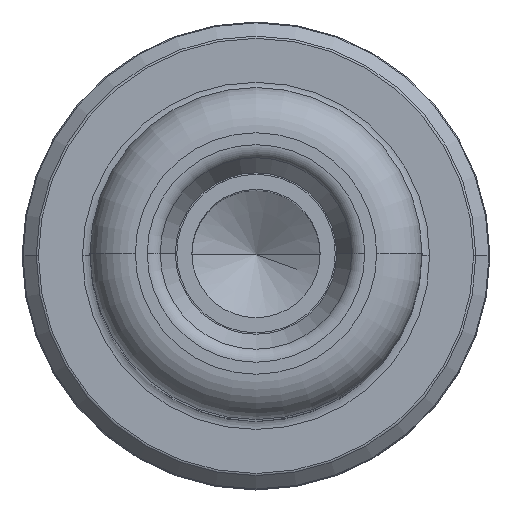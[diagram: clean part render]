
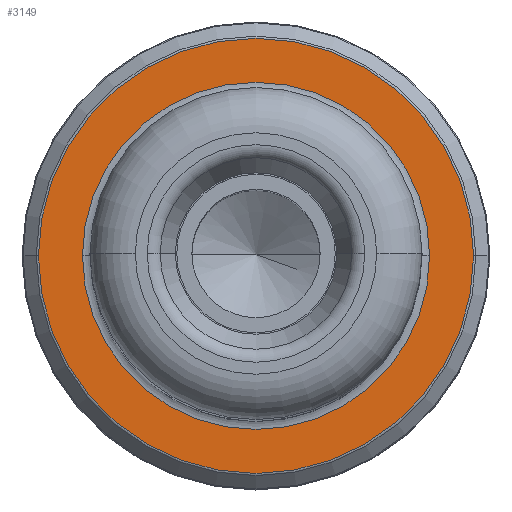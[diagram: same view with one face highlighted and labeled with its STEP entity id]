
A CAD part, top view. The second image highlights one B-rep face of the part: STEP entity #3149.
In plain terms, the highlighted planar face has unit normal (0, 0, 1).
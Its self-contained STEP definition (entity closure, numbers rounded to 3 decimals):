
#45 = EDGE_LOOP ( 'NONE', ( #2920, #123 ) ) ;
#123 = ORIENTED_EDGE ( 'NONE', *, *, #3233, .T. ) ;
#146 = CARTESIAN_POINT ( 'NONE',  ( 0., 0., 24. ) ) ;
#387 = AXIS2_PLACEMENT_3D ( 'NONE', #2237, #3476, #1928 ) ;
#589 = VERTEX_POINT ( 'NONE', #705 ) ;
#679 = CARTESIAN_POINT ( 'NONE',  ( 11.5, 0., 24. ) ) ;
#690 = EDGE_CURVE ( 'NONE', #3620, #589, #1050, .T. ) ;
#705 = CARTESIAN_POINT ( 'NONE',  ( -11.5, 0., 24. ) ) ;
#727 = AXIS2_PLACEMENT_3D ( 'NONE', #146, #3596, #3035 ) ;
#1008 = PLANE ( 'NONE',  #1025 ) ;
#1025 = AXIS2_PLACEMENT_3D ( 'NONE', #2884, #1661, #1357 ) ;
#1050 = CIRCLE ( 'NONE', #727, 11.5 ) ;
#1173 = VERTEX_POINT ( 'NONE', #3488 ) ;
#1220 = DIRECTION ( 'NONE',  ( 0., 0., 1. ) ) ;
#1244 = CIRCLE ( 'NONE', #1959, 14.417 ) ;
#1357 = DIRECTION ( 'NONE',  ( 1., 0., 0. ) ) ;
#1442 = EDGE_LOOP ( 'NONE', ( #2931, #2874 ) ) ;
#1644 = FACE_BOUND ( 'NONE', #1442, .T. ) ;
#1661 = DIRECTION ( 'NONE',  ( 0., 0., 1. ) ) ;
#1676 = CARTESIAN_POINT ( 'NONE',  ( 14.417, 0., 24. ) ) ;
#1800 = CIRCLE ( 'NONE', #387, 11.5 ) ;
#1857 = EDGE_CURVE ( 'NONE', #2356, #1173, #1244, .T. ) ;
#1928 = DIRECTION ( 'NONE',  ( -1., 0., 0. ) ) ;
#1959 = AXIS2_PLACEMENT_3D ( 'NONE', #2733, #1220, #2395 ) ;
#2237 = CARTESIAN_POINT ( 'NONE',  ( 0., 0., 24. ) ) ;
#2356 = VERTEX_POINT ( 'NONE', #1676 ) ;
#2395 = DIRECTION ( 'NONE',  ( 1., 0., 0. ) ) ;
#2733 = CARTESIAN_POINT ( 'NONE',  ( 0., 0., 24. ) ) ;
#2874 = ORIENTED_EDGE ( 'NONE', *, *, #690, .T. ) ;
#2884 = CARTESIAN_POINT ( 'NONE',  ( 0., 0., 24. ) ) ;
#2894 = CIRCLE ( 'NONE', #3823, 14.417 ) ;
#2899 = EDGE_CURVE ( 'NONE', #589, #3620, #1800, .T. ) ;
#2920 = ORIENTED_EDGE ( 'NONE', *, *, #1857, .T. ) ;
#2931 = ORIENTED_EDGE ( 'NONE', *, *, #2899, .T. ) ;
#2936 = CARTESIAN_POINT ( 'NONE',  ( 0., 0., 24. ) ) ;
#2998 = DIRECTION ( 'NONE',  ( 1., 0., 0. ) ) ;
#3035 = DIRECTION ( 'NONE',  ( -1., 0., 0. ) ) ;
#3149 = ADVANCED_FACE ( 'NONE', ( #1644, #3205 ), #1008, .T. ) ;
#3205 = FACE_OUTER_BOUND ( 'NONE', #45, .T. ) ;
#3233 = EDGE_CURVE ( 'NONE', #1173, #2356, #2894, .T. ) ;
#3476 = DIRECTION ( 'NONE',  ( 0., 0., -1. ) ) ;
#3488 = CARTESIAN_POINT ( 'NONE',  ( -14.417, 0., 24. ) ) ;
#3596 = DIRECTION ( 'NONE',  ( 0., 0., -1. ) ) ;
#3620 = VERTEX_POINT ( 'NONE', #679 ) ;
#3630 = DIRECTION ( 'NONE',  ( 0., 0., 1. ) ) ;
#3823 = AXIS2_PLACEMENT_3D ( 'NONE', #2936, #3630, #2998 ) ;
